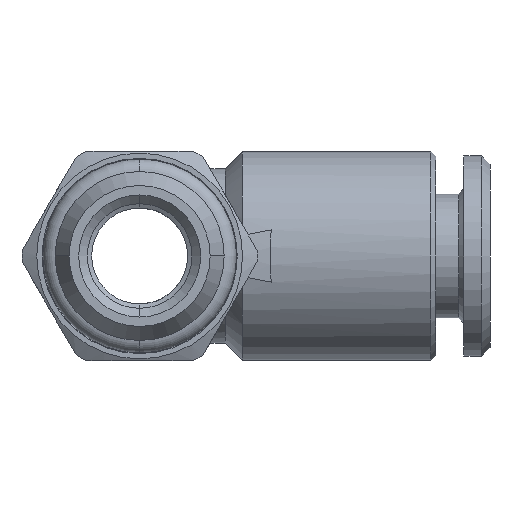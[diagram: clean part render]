
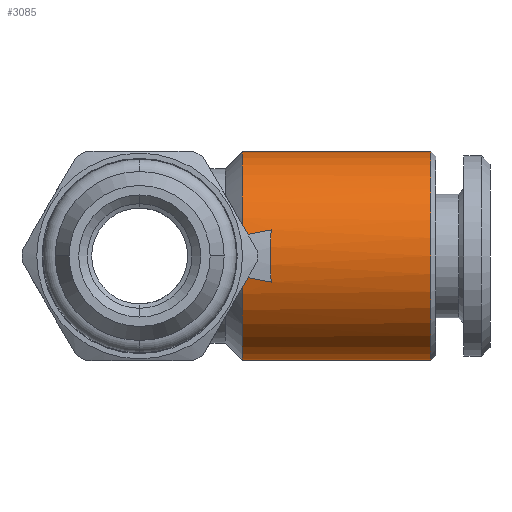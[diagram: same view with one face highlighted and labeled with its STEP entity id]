
A CAD part, front view. The second image highlights one B-rep face of the part: STEP entity #3085.
In plain terms, the highlighted cylindrical face has radius 6 mm (diameter 12 mm), a partial arc.
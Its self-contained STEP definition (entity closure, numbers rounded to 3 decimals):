
#447 = CARTESIAN_POINT ( 'NONE',  ( 16.7, 0., 6. ) ) ;
#610 = CARTESIAN_POINT ( 'NONE',  ( 5.9, 0., 6. ) ) ;
#611 = DIRECTION ( 'NONE',  ( -1., 0., 0. ) ) ;
#612 = VECTOR ( 'NONE', #611, 1000. ) ;
#613 = CARTESIAN_POINT ( 'NONE',  ( -3.45, 0., -6. ) ) ;
#614 = LINE ( 'NONE', #613, #612 ) ;
#669 = DIRECTION ( 'NONE',  ( 0., 0., 1. ) ) ;
#670 = DIRECTION ( 'NONE',  ( -1., 0., 0. ) ) ;
#671 = AXIS2_PLACEMENT_3D ( 'NONE', #686, #670, #669 ) ;
#686 = CARTESIAN_POINT ( 'NONE',  ( 5.9, 0., 0. ) ) ;
#687 = DIRECTION ( 'NONE',  ( -1., 0., 0. ) ) ;
#688 = VECTOR ( 'NONE', #687, 1000. ) ;
#689 = CIRCLE ( 'NONE', #671, 6. ) ;
#691 = CARTESIAN_POINT ( 'NONE',  ( 5.9, -5.884, -1.174 ) ) ;
#692 = CARTESIAN_POINT ( 'NONE',  ( -3.45, 0., 6. ) ) ;
#693 = LINE ( 'NONE', #692, #688 ) ;
#698 = CARTESIAN_POINT ( 'NONE',  ( 16.7, 0., -6. ) ) ;
#704 = CARTESIAN_POINT ( 'NONE',  ( 7.5, -6., -0.252 ) ) ;
#705 = CARTESIAN_POINT ( 'NONE',  ( 7.5, -6., 0.512 ) ) ;
#715 = CARTESIAN_POINT ( 'NONE',  ( 7.543, -5.809, -1.5 ) ) ;
#718 = CARTESIAN_POINT ( 'NONE',  ( 7.527, -5.873, -1.255 ) ) ;
#719 = CARTESIAN_POINT ( 'NONE',  ( 7.517, -5.92, -1.008 ) ) ;
#720 = CARTESIAN_POINT ( 'NONE',  ( 7.503, -5.984, -0.507 ) ) ;
#778 = CARTESIAN_POINT ( 'NONE',  ( 5.9, 0., -6. ) ) ;
#799 = CARTESIAN_POINT ( 'NONE',  ( 7.511, -5.936, 1.011 ) ) ;
#800 = CARTESIAN_POINT ( 'NONE',  ( 7.543, -5.809, 1.5 ) ) ;
#809 = B_SPLINE_CURVE_WITH_KNOTS ( 'NONE', 3,
 ( #800, #799, #705, #704, #720, #719, #718, #715 ),
 .UNSPECIFIED., .F., .F.,
 ( 4, 2, 2, 4 ),
 ( 0., 0.002, 0.003, 0.003 ),
 .UNSPECIFIED. ) ;
#810 = CARTESIAN_POINT ( 'NONE',  ( 7.543, -5.809, 1.5 ) ) ;
#840 = CARTESIAN_POINT ( 'NONE',  ( 7.543, -5.809, -1.5 ) ) ;
#1352 = CARTESIAN_POINT ( 'NONE',  ( 5.9, -5.884, 1.174 ) ) ;
#1383 = CARTESIAN_POINT ( 'NONE',  ( 5.9, 0., 0. ) ) ;
#1384 = AXIS2_PLACEMENT_3D ( 'NONE', #1383, #1386, #1385 ) ;
#1385 = DIRECTION ( 'NONE',  ( 0., 0., 1. ) ) ;
#1386 = DIRECTION ( 'NONE',  ( -1., 0., 0. ) ) ;
#1390 = CIRCLE ( 'NONE', #1384, 6. ) ;
#1522 =( BOUNDED_CURVE ( )  B_SPLINE_CURVE ( 3, ( #1559, #1607, #1560, #1562 ),
 .UNSPECIFIED., .F., .T. ) 
 B_SPLINE_CURVE_WITH_KNOTS ( ( 4, 4 ),
 ( 4.46, 4.516 ),
 .UNSPECIFIED. ) 
 CURVE ( )  GEOMETRIC_REPRESENTATION_ITEM ( )  RATIONAL_B_SPLINE_CURVE ( ( 1., 1., 1., 1. ) ) 
 REPRESENTATION_ITEM ( '' )  );
#1550 =( BOUNDED_CURVE ( )  B_SPLINE_CURVE ( 3, ( #1556, #1555, #1554, #1553 ),
 .UNSPECIFIED., .F., .T. ) 
 B_SPLINE_CURVE_WITH_KNOTS ( ( 4, 4 ),
 ( 4.46, 4.516 ),
 .UNSPECIFIED. ) 
 CURVE ( )  GEOMETRIC_REPRESENTATION_ITEM ( )  RATIONAL_B_SPLINE_CURVE ( ( 1., 1., 1., 1. ) ) 
 REPRESENTATION_ITEM ( '' )  );
#1553 = CARTESIAN_POINT ( 'NONE',  ( 5.9, -5.884, 1.174 ) ) ;
#1554 = CARTESIAN_POINT ( 'NONE',  ( 6.451, -5.862, 1.283 ) ) ;
#1555 = CARTESIAN_POINT ( 'NONE',  ( 6.999, -5.837, 1.392 ) ) ;
#1556 = CARTESIAN_POINT ( 'NONE',  ( 7.543, -5.809, 1.5 ) ) ;
#1559 = CARTESIAN_POINT ( 'NONE',  ( 7.543, -5.809, -1.5 ) ) ;
#1560 = CARTESIAN_POINT ( 'NONE',  ( 6.451, -5.862, -1.283 ) ) ;
#1562 = CARTESIAN_POINT ( 'NONE',  ( 5.9, -5.884, -1.174 ) ) ;
#1607 = CARTESIAN_POINT ( 'NONE',  ( 6.999, -5.837, -1.392 ) ) ;
#2131 = VERTEX_POINT ( 'NONE', #447 ) ;
#2190 = EDGE_CURVE ( 'NONE', #2216, #2247, #614, .T. ) ;
#2192 = VERTEX_POINT ( 'NONE', #610 ) ;
#2206 = EDGE_CURVE ( 'NONE', #2131, #2192, #693, .T. ) ;
#2211 = EDGE_CURVE ( 'NONE', #2247, #2212, #689, .T. ) ;
#2212 = VERTEX_POINT ( 'NONE', #691 ) ;
#2216 = VERTEX_POINT ( 'NONE', #698 ) ;
#2247 = VERTEX_POINT ( 'NONE', #778 ) ;
#2267 = EDGE_CURVE ( 'NONE', #2268, #2285, #809, .T. ) ;
#2268 = VERTEX_POINT ( 'NONE', #810 ) ;
#2285 = VERTEX_POINT ( 'NONE', #840 ) ;
#2575 = VERTEX_POINT ( 'NONE', #1352 ) ;
#2592 = EDGE_CURVE ( 'NONE', #2575, #2192, #1390, .T. ) ;
#2663 = ORIENTED_EDGE ( 'NONE', *, *, #2211, .F. ) ;
#2702 = EDGE_CURVE ( 'NONE', #2268, #2575, #1550, .T. ) ;
#2704 = ORIENTED_EDGE ( 'NONE', *, *, #2206, .T. ) ;
#2705 = ORIENTED_EDGE ( 'NONE', *, *, #2592, .F. ) ;
#2707 = EDGE_CURVE ( 'NONE', #2285, #2212, #1522, .T. ) ;
#2716 = ORIENTED_EDGE ( 'NONE', *, *, #2702, .F. ) ;
#2725 = ORIENTED_EDGE ( 'NONE', *, *, #2267, .T. ) ;
#2726 = ORIENTED_EDGE ( 'NONE', *, *, #2707, .T. ) ;
#3049 = ORIENTED_EDGE ( 'NONE', *, *, #3090, .T. ) ;
#3085 = ADVANCED_FACE ( 'NONE', ( #3423 ), #3430, .T. ) ;
#3086 = ORIENTED_EDGE ( 'NONE', *, *, #2190, .F. ) ;
#3088 = EDGE_LOOP ( 'NONE', ( #3086, #3049, #2704, #2705, #2716, #2725, #2726, #2663 ) ) ;
#3090 = EDGE_CURVE ( 'NONE', #2216, #2131, #3461, .T. ) ;
#3422 = CARTESIAN_POINT ( 'NONE',  ( -3.45, 0., 0. ) ) ;
#3423 = FACE_OUTER_BOUND ( 'NONE', #3088, .T. ) ;
#3430 = CYLINDRICAL_SURFACE ( 'NONE', #3479, 6. ) ;
#3444 = DIRECTION ( 'NONE',  ( 0., 0., 1. ) ) ;
#3445 = DIRECTION ( 'NONE',  ( -1., 0., 0. ) ) ;
#3455 = DIRECTION ( 'NONE',  ( -1., 0., 0. ) ) ;
#3457 = CARTESIAN_POINT ( 'NONE',  ( 16.7, 0., 0. ) ) ;
#3458 = AXIS2_PLACEMENT_3D ( 'NONE', #3457, #3445, #3444 ) ;
#3461 = CIRCLE ( 'NONE', #3458, 6. ) ;
#3462 = DIRECTION ( 'NONE',  ( 0., 0., 1. ) ) ;
#3479 = AXIS2_PLACEMENT_3D ( 'NONE', #3422, #3455, #3462 ) ;
